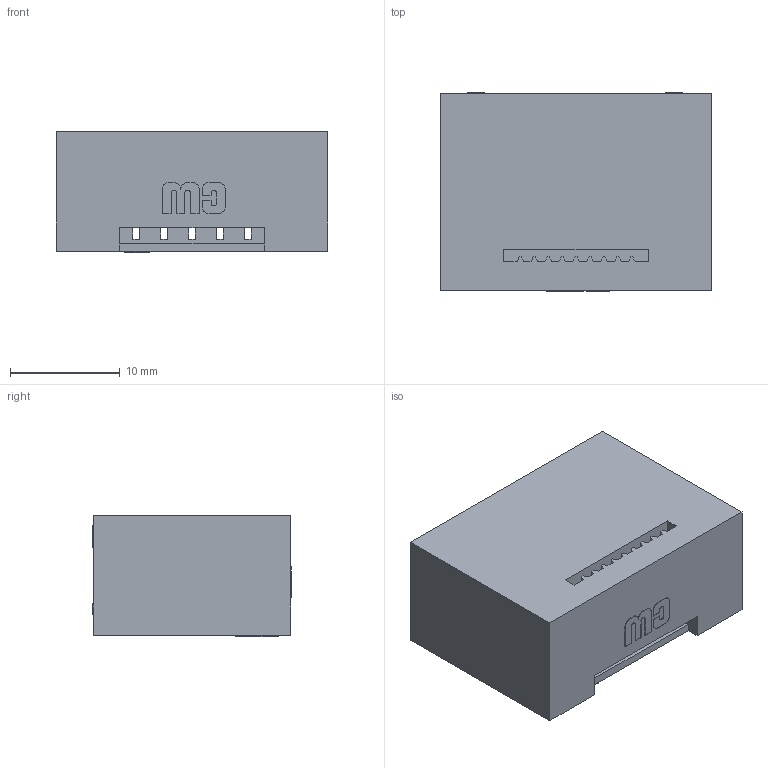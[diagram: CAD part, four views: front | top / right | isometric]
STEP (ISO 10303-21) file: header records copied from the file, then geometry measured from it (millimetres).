
FILE_DESCRIPTION(/* description */ (''),/* implementation_level */ '2;1');
FILE_NAME(/* name */ 'CWR-170-10 3d Model.stp',/* time_stamp */ '2024-03-04T16:41:51-05:00',/* author */ ('dwiltbank'),/* organization */ (''),/* preprocessor_version */ 'ST-DEVELOPER v20',/* originating_system */ 'Autodesk Inventor 2024',/* authorisation */ '');
FILE_SCHEMA (('AUTOMOTIVE_DESIGN { 1 0 10303 214 3 1 1 }'));
Length unit declared in the file: inch
Products named in the file (1): CWR-170-10 3d Model
Bounding box: 24.79 x 18.14 x 11.05 mm (x, y, z)
Volume: 3965.3 mm3; surface area: 3372.3 mm2
Topology: 1 solids, 1 shells, 251 faces, 708 edges, 460 vertices
Faces by surface type: plane 201, bspline 38, cylinder 12
Entity records: 8492 total; most frequent: CARTESIAN_POINT 1926, ORIENTED_EDGE 1416, DIRECTION 1084, EDGE_CURVE 708, LINE 608, VECTOR 608, VERTEX_POINT 460, EDGE_LOOP 262
